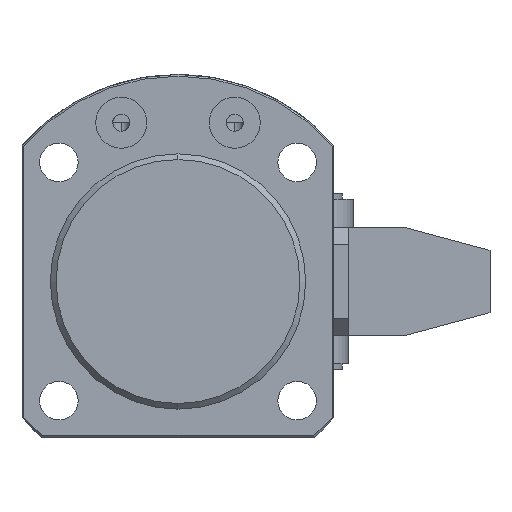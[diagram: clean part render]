
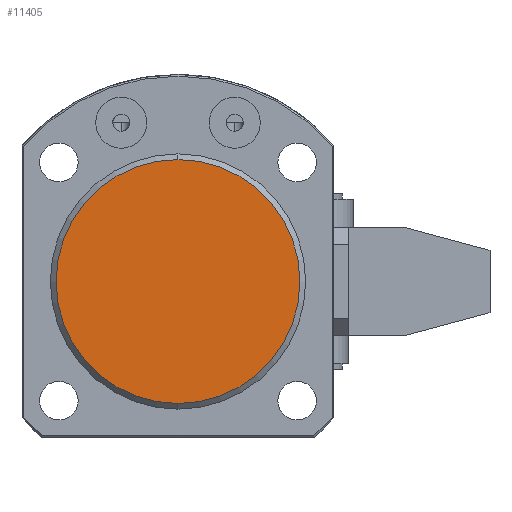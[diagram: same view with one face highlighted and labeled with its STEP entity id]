
A CAD part, left-side view. The second image highlights one B-rep face of the part: STEP entity #11405.
In plain terms, the highlighted planar face has unit normal (-1, 0, 0).
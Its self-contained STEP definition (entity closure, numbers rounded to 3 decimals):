
#14 = ORIENTED_EDGE ( 'NONE', *, *, #8994, .F. ) ;
#915 = DIRECTION ( 'NONE',  ( 1., 0., 0. ) ) ;
#1062 = CIRCLE ( 'NONE', #10576, 21.5 ) ;
#1184 = EDGE_LOOP ( 'NONE', ( #14, #12063 ) ) ;
#1285 = CARTESIAN_POINT ( 'NONE',  ( 0., 0., 0. ) ) ;
#1394 = CARTESIAN_POINT ( 'NONE',  ( 0., 0., 0. ) ) ;
#1532 = PLANE ( 'NONE',  #6622 ) ;
#1648 = DIRECTION ( 'NONE',  ( 0., 0., -1. ) ) ;
#3080 = CIRCLE ( 'NONE', #7484, 21.5 ) ;
#3374 = VERTEX_POINT ( 'NONE', #6034 ) ;
#3426 = DIRECTION ( 'NONE',  ( 0., 0., -1. ) ) ;
#4872 = FACE_OUTER_BOUND ( 'NONE', #1184, .T. ) ;
#6034 = CARTESIAN_POINT ( 'NONE',  ( 0., 0., 21.5 ) ) ;
#6519 = EDGE_CURVE ( 'NONE', #3374, #11321, #1062, .T. ) ;
#6622 = AXIS2_PLACEMENT_3D ( 'NONE', #1285, #915, #1648 ) ;
#7343 = DIRECTION ( 'NONE',  ( 1., 0., 0. ) ) ;
#7484 = AXIS2_PLACEMENT_3D ( 'NONE', #9902, #9892, #9877 ) ;
#8799 = CARTESIAN_POINT ( 'NONE',  ( 0., 0., -21.5 ) ) ;
#8994 = EDGE_CURVE ( 'NONE', #11321, #3374, #3080, .T. ) ;
#9877 = DIRECTION ( 'NONE',  ( 0., 0., -1. ) ) ;
#9892 = DIRECTION ( 'NONE',  ( 1., 0., 0. ) ) ;
#9902 = CARTESIAN_POINT ( 'NONE',  ( 0., 0., 0. ) ) ;
#10576 = AXIS2_PLACEMENT_3D ( 'NONE', #1394, #7343, #3426 ) ;
#11321 = VERTEX_POINT ( 'NONE', #8799 ) ;
#11405 = ADVANCED_FACE ( 'NONE', ( #4872 ), #1532, .F. ) ;
#12063 = ORIENTED_EDGE ( 'NONE', *, *, #6519, .F. ) ;
